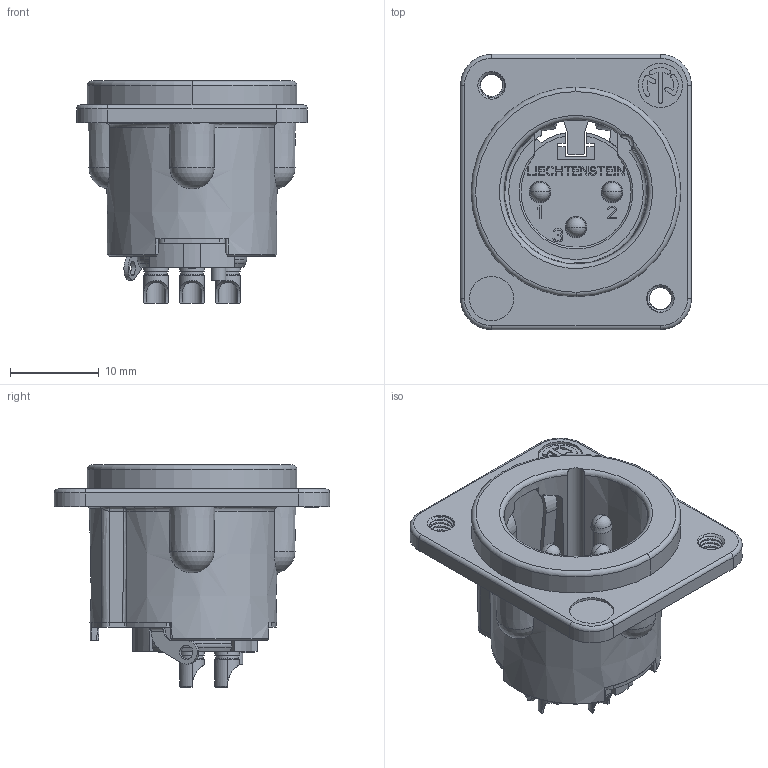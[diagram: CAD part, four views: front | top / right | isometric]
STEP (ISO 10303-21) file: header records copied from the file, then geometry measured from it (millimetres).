
FILE_DESCRIPTION((''),'2;1');
FILE_NAME('NC3MD-LX-M3','2019-04-16T',('odo'),(''),'CREO PARAMETRIC BY PTC INC, 2018360','CREO PARAMETRIC BY PTC INC, 2018360','');
FILE_SCHEMA(('CONFIG_CONTROL_DESIGN'));
Products named in the file (1): NC3MD-LX-M3
Bounding box: 26 x 31 x 25 mm (x, y, z)
Volume: 4139.8 mm3; surface area: 5301.6 mm2
Topology: 1 solids, 4 shells, 2061 faces, 5514 edges, 3497 vertices
Faces by surface type: plane 1493, cylinder 351, cone 83, bspline 68, torus 51, sphere 15
Entity records: 68568 total; most frequent: CARTESIAN_POINT 17093, ORIENTED_EDGE 10994, DIRECTION 10366, EDGE_CURVE 5497, VECTOR 4006, LINE 4006, VERTEX_POINT 3497, AXIS2_PLACEMENT_3D 3180
